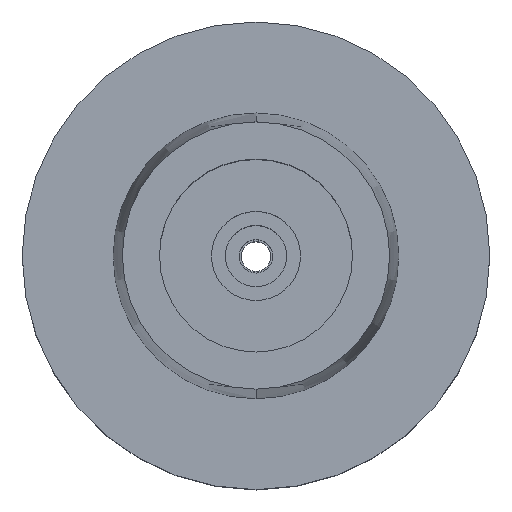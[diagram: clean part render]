
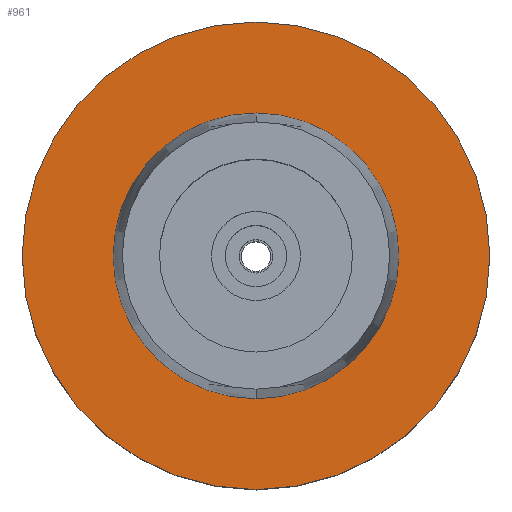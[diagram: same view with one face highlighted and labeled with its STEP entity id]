
A CAD part, top view. The second image highlights one B-rep face of the part: STEP entity #961.
In plain terms, the highlighted planar face has unit normal (0, 0, 1).
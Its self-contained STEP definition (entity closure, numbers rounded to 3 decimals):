
#64=CARTESIAN_POINT('',(0.,0.,0.));
#65=DIRECTION('',(0.,0.,-1.));
#66=DIRECTION('',(0.,-1.,0.));
#67=AXIS2_PLACEMENT_3D('',#64,#65,#66);
#72=CARTESIAN_POINT('',(0.,0.,0.));
#73=DIRECTION('',(0.,0.,-1.));
#74=DIRECTION('',(0.,1.,0.));
#75=AXIS2_PLACEMENT_3D('',#72,#73,#74);
#80=CARTESIAN_POINT('',(0.,0.,0.));
#81=DIRECTION('',(0.,0.,1.));
#82=DIRECTION('',(0.,-1.,0.));
#83=AXIS2_PLACEMENT_3D('',#80,#81,#82);
#88=CARTESIAN_POINT('',(0.,0.,0.));
#89=DIRECTION('',(0.,0.,1.));
#90=DIRECTION('',(0.,1.,0.));
#91=AXIS2_PLACEMENT_3D('',#88,#89,#90);
#892=CARTESIAN_POINT('',(0.,31.5,0.));
#893=VERTEX_POINT('',#892);
#894=CARTESIAN_POINT('',(0.,-31.5,0.));
#895=VERTEX_POINT('',#894);
#896=CARTESIAN_POINT('',(0.,-19.25,0.));
#897=CARTESIAN_POINT('',(0.,19.25,0.));
#898=VERTEX_POINT('',#896);
#899=VERTEX_POINT('',#897);
#946=CARTESIAN_POINT('',(0.,0.,0.));
#947=DIRECTION('',(0.,0.,-1.));
#948=DIRECTION('',(0.,-1.,0.));
#949=AXIS2_PLACEMENT_3D('',#946,#947,#948);
#950=PLANE('',#949);
#952=ORIENTED_EDGE('',*,*,#951,.T.);
#954=ORIENTED_EDGE('',*,*,#953,.T.);
#955=EDGE_LOOP('',(#952,#954));
#956=FACE_OUTER_BOUND('',#955,.F.);
#957=ORIENTED_EDGE('',*,*,#939,.T.);
#958=ORIENTED_EDGE('',*,*,#928,.T.);
#959=EDGE_LOOP('',(#957,#958));
#960=FACE_BOUND('',#959,.F.);
#68=CIRCLE('',#67,31.5);
#76=CIRCLE('',#75,31.5);
#84=CIRCLE('',#83,19.25);
#92=CIRCLE('',#91,19.25);
#928=EDGE_CURVE('',#899,#898,#92,.T.);
#939=EDGE_CURVE('',#898,#899,#84,.T.);
#951=EDGE_CURVE('',#895,#893,#68,.T.);
#953=EDGE_CURVE('',#893,#895,#76,.T.);
#961=ADVANCED_FACE('',(#956,#960),#950,.F.);
